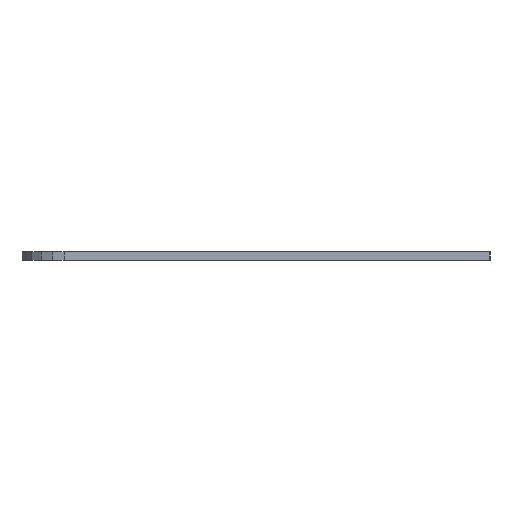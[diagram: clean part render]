
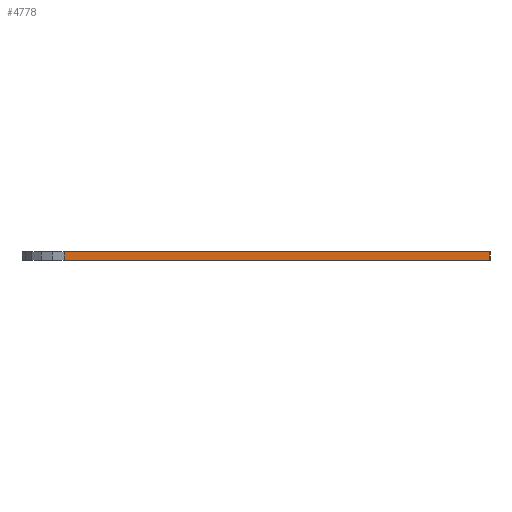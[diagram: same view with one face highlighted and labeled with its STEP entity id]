
A CAD part, left-side view. The second image highlights one B-rep face of the part: STEP entity #4778.
In plain terms, the highlighted planar face has unit normal (-1, 0, 0).
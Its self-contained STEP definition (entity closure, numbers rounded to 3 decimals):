
#31 = PLANE('',#32);
#32 = AXIS2_PLACEMENT_3D('',#33,#34,#35);
#33 = CARTESIAN_POINT('',(0.,5.986,2.));
#34 = DIRECTION('',(0.,0.,1.));
#35 = DIRECTION('',(1.,0.,0.));
#3452 = VERTEX_POINT('',#3453);
#3453 = CARTESIAN_POINT('',(-110.,45.,2.));
#3467 = PLANE('',#3468);
#3468 = AXIS2_PLACEMENT_3D('',#3469,#3470,#3471);
#3469 = CARTESIAN_POINT('',(-109.797,46.409,1.));
#3470 = DIRECTION('',(-0.99,0.142,0.));
#3471 = DIRECTION('',(-0.142,-0.99,0.));
#3479 = EDGE_CURVE('',#3452,#3480,#3482,.T.);
#3480 = VERTEX_POINT('',#3481);
#3481 = CARTESIAN_POINT('',(-110.,-55.,2.));
#3482 = SURFACE_CURVE('',#3483,(#3487,#3494),.PCURVE_S1.);
#3483 = LINE('',#3484,#3485);
#3484 = CARTESIAN_POINT('',(-110.,45.,2.));
#3485 = VECTOR('',#3486,1.);
#3486 = DIRECTION('',(0.,-1.,0.));
#3487 = PCURVE('',#31,#3488);
#3488 = DEFINITIONAL_REPRESENTATION('',(#3489),#3493);
#3489 = LINE('',#3490,#3491);
#3490 = CARTESIAN_POINT('',(-110.,39.014));
#3491 = VECTOR('',#3492,1.);
#3492 = DIRECTION('',(0.,-1.));
#3493 = ( GEOMETRIC_REPRESENTATION_CONTEXT(2) 
PARAMETRIC_REPRESENTATION_CONTEXT() REPRESENTATION_CONTEXT('2D SPACE',''
  ) );
#3494 = PCURVE('',#3495,#3500);
#3495 = PLANE('',#3496);
#3496 = AXIS2_PLACEMENT_3D('',#3497,#3498,#3499);
#3497 = CARTESIAN_POINT('',(-110.,-5.,1.));
#3498 = DIRECTION('',(-1.,-0.,-0.));
#3499 = DIRECTION('',(0.,0.,-1.));
#3500 = DEFINITIONAL_REPRESENTATION('',(#3501),#3505);
#3501 = LINE('',#3502,#3503);
#3502 = CARTESIAN_POINT('',(-1.,-50.));
#3503 = VECTOR('',#3504,1.);
#3504 = DIRECTION('',(0.,1.));
#3505 = ( GEOMETRIC_REPRESENTATION_CONTEXT(2) 
PARAMETRIC_REPRESENTATION_CONTEXT() REPRESENTATION_CONTEXT('2D SPACE',''
  ) );
#3521 = PLANE('',#3522);
#3522 = AXIS2_PLACEMENT_3D('',#3523,#3524,#3525);
#3523 = CARTESIAN_POINT('',(0.,-55.,1.));
#3524 = DIRECTION('',(-0.,-1.,-0.));
#3525 = DIRECTION('',(0.,0.,-1.));
#4647 = PLANE('',#4648);
#4648 = AXIS2_PLACEMENT_3D('',#4649,#4650,#4651);
#4649 = CARTESIAN_POINT('',(0.,5.986,0.));
#4650 = DIRECTION('',(-0.,-0.,-1.));
#4651 = DIRECTION('',(-1.,0.,0.));
#4684 = EDGE_CURVE('',#4685,#3480,#4687,.T.);
#4685 = VERTEX_POINT('',#4686);
#4686 = CARTESIAN_POINT('',(-110.,-55.,0.));
#4687 = SURFACE_CURVE('',#4688,(#4692,#4699),.PCURVE_S1.);
#4688 = LINE('',#4689,#4690);
#4689 = CARTESIAN_POINT('',(-110.,-55.,0.));
#4690 = VECTOR('',#4691,1.);
#4691 = DIRECTION('',(0.,0.,1.));
#4692 = PCURVE('',#3521,#4693);
#4693 = DEFINITIONAL_REPRESENTATION('',(#4694),#4698);
#4694 = LINE('',#4695,#4696);
#4695 = CARTESIAN_POINT('',(1.,-110.));
#4696 = VECTOR('',#4697,1.);
#4697 = DIRECTION('',(-1.,0.));
#4698 = ( GEOMETRIC_REPRESENTATION_CONTEXT(2) 
PARAMETRIC_REPRESENTATION_CONTEXT() REPRESENTATION_CONTEXT('2D SPACE',''
  ) );
#4699 = PCURVE('',#3495,#4700);
#4700 = DEFINITIONAL_REPRESENTATION('',(#4701),#4705);
#4701 = LINE('',#4702,#4703);
#4702 = CARTESIAN_POINT('',(1.,50.));
#4703 = VECTOR('',#4704,1.);
#4704 = DIRECTION('',(-1.,0.));
#4705 = ( GEOMETRIC_REPRESENTATION_CONTEXT(2) 
PARAMETRIC_REPRESENTATION_CONTEXT() REPRESENTATION_CONTEXT('2D SPACE',''
  ) );
#4778 = ADVANCED_FACE('',(#4779),#3495,.T.);
#4779 = FACE_BOUND('',#4780,.T.);
#4780 = EDGE_LOOP('',(#4781,#4804,#4825,#4826));
#4781 = ORIENTED_EDGE('',*,*,#4782,.F.);
#4782 = EDGE_CURVE('',#4783,#3452,#4785,.T.);
#4783 = VERTEX_POINT('',#4784);
#4784 = CARTESIAN_POINT('',(-110.,45.,0.));
#4785 = SURFACE_CURVE('',#4786,(#4790,#4797),.PCURVE_S1.);
#4786 = LINE('',#4787,#4788);
#4787 = CARTESIAN_POINT('',(-110.,45.,0.));
#4788 = VECTOR('',#4789,1.);
#4789 = DIRECTION('',(0.,0.,1.));
#4790 = PCURVE('',#3495,#4791);
#4791 = DEFINITIONAL_REPRESENTATION('',(#4792),#4796);
#4792 = LINE('',#4793,#4794);
#4793 = CARTESIAN_POINT('',(1.,-50.));
#4794 = VECTOR('',#4795,1.);
#4795 = DIRECTION('',(-1.,0.));
#4796 = ( GEOMETRIC_REPRESENTATION_CONTEXT(2) 
PARAMETRIC_REPRESENTATION_CONTEXT() REPRESENTATION_CONTEXT('2D SPACE',''
  ) );
#4797 = PCURVE('',#3467,#4798);
#4798 = DEFINITIONAL_REPRESENTATION('',(#4799),#4803);
#4799 = LINE('',#4800,#4801);
#4800 = CARTESIAN_POINT('',(1.423,-1.));
#4801 = VECTOR('',#4802,1.);
#4802 = DIRECTION('',(0.,1.));
#4803 = ( GEOMETRIC_REPRESENTATION_CONTEXT(2) 
PARAMETRIC_REPRESENTATION_CONTEXT() REPRESENTATION_CONTEXT('2D SPACE',''
  ) );
#4804 = ORIENTED_EDGE('',*,*,#4805,.F.);
#4805 = EDGE_CURVE('',#4685,#4783,#4806,.T.);
#4806 = SURFACE_CURVE('',#4807,(#4811,#4818),.PCURVE_S1.);
#4807 = LINE('',#4808,#4809);
#4808 = CARTESIAN_POINT('',(-110.,-55.,0.));
#4809 = VECTOR('',#4810,1.);
#4810 = DIRECTION('',(0.,1.,0.));
#4811 = PCURVE('',#3495,#4812);
#4812 = DEFINITIONAL_REPRESENTATION('',(#4813),#4817);
#4813 = LINE('',#4814,#4815);
#4814 = CARTESIAN_POINT('',(1.,50.));
#4815 = VECTOR('',#4816,1.);
#4816 = DIRECTION('',(0.,-1.));
#4817 = ( GEOMETRIC_REPRESENTATION_CONTEXT(2) 
PARAMETRIC_REPRESENTATION_CONTEXT() REPRESENTATION_CONTEXT('2D SPACE',''
  ) );
#4818 = PCURVE('',#4647,#4819);
#4819 = DEFINITIONAL_REPRESENTATION('',(#4820),#4824);
#4820 = LINE('',#4821,#4822);
#4821 = CARTESIAN_POINT('',(110.,-60.986));
#4822 = VECTOR('',#4823,1.);
#4823 = DIRECTION('',(0.,1.));
#4824 = ( GEOMETRIC_REPRESENTATION_CONTEXT(2) 
PARAMETRIC_REPRESENTATION_CONTEXT() REPRESENTATION_CONTEXT('2D SPACE',''
  ) );
#4825 = ORIENTED_EDGE('',*,*,#4684,.T.);
#4826 = ORIENTED_EDGE('',*,*,#3479,.F.);
